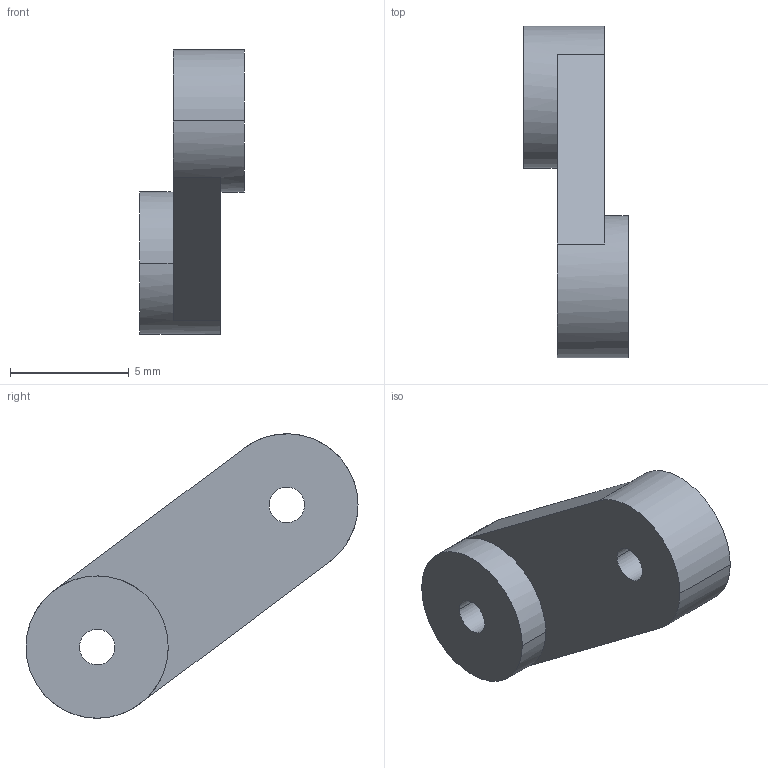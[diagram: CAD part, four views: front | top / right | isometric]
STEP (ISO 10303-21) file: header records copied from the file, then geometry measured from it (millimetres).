
FILE_DESCRIPTION (( 'STEP AP203' ), '1' );
FILE_NAME ('Internal Hand 3 (1) (2).STEP', '2024-07-11T18:30:48', ( '微软用户' ), ( '微软中国' ), 'SwSTEP 2.0', 'SolidWorks 2023', '' );
FILE_SCHEMA (( 'CONFIG_CONTROL_DESIGN' ));
Length unit declared in the file: millimetre
Products named in the file (1): Internal Hand 3 (1) (2)
Bounding box: 4.4 x 14 x 12 mm (x, y, z)
Volume: 233.1 mm3; surface area: 322.6 mm2
Topology: 1 solids, 1 shells, 14 faces, 36 edges, 24 vertices
Faces by surface type: cylinder 8, plane 6
Entity records: 525 total; most frequent: DIRECTION 86, CARTESIAN_POINT 75, ORIENTED_EDGE 72, EDGE_CURVE 36, AXIS2_PLACEMENT_3D 35, VERTEX_POINT 24, CIRCLE 20, EDGE_LOOP 18
